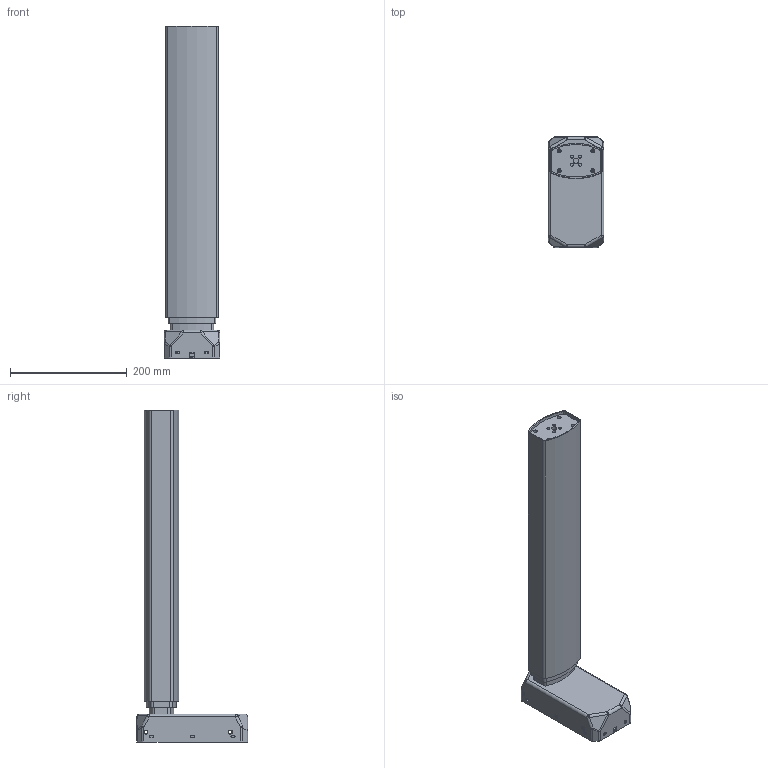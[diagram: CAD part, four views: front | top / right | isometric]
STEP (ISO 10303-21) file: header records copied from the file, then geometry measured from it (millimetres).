
FILE_DESCRIPTION(/* description */ (''),/* implementation_level */ '2;1');
FILE_NAME(/* name */ 'JS36DE2-3-S.stp',/* time_stamp */ '2020-01-11T13:03:01+08:00',/* author */ (''),/* organization */ (''),/* preprocessor_version */ 'ST-DEVELOPER v16.7',/* originating_system */ 'SIEMENS PLM Software NX 12.0',/* authorisation */ '');
FILE_SCHEMA (('AUTOMOTIVE_DESIGN { 1 0 10303 214 3 1 1 1 }'));
Length unit declared in the file: millimetre
Products named in the file (1): Admi7CF8334Exf6i
Bounding box: 96 x 190.79 x 569.75 mm (x, y, z)
Volume: 848583.2 mm3; surface area: 805203.1 mm2
Topology: 6 solids, 6 shells, 413 faces, 1171 edges, 739 vertices
Faces by surface type: plane 189, cylinder 173, bspline 25, sphere 17, torus 9
Full cylindrical faces by diameter (mm): 5 x4, 6.8 x4, 9 x1
Entity records: 14032 total; most frequent: CARTESIAN_POINT 3239, DIRECTION 2274, ORIENTED_EDGE 2234, EDGE_CURVE 1117, AXIS2_PLACEMENT_3D 806, VERTEX_POINT 730, LINE 662, VECTOR 662
